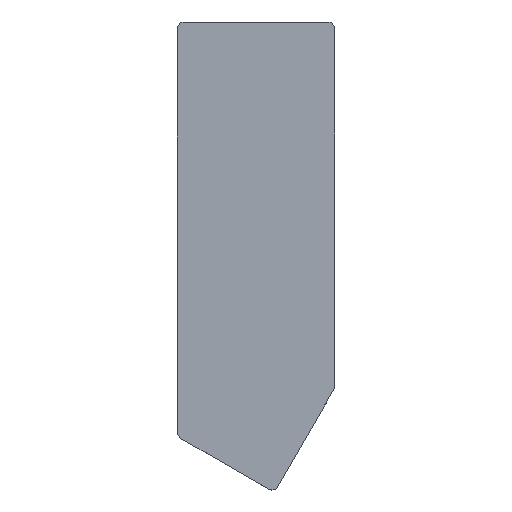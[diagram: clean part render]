
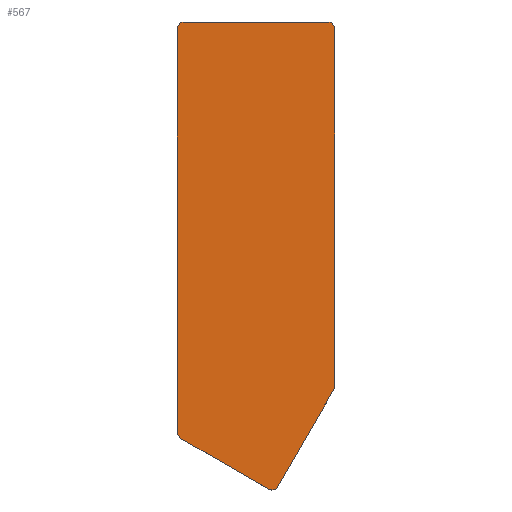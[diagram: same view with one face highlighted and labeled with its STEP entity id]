
A CAD part, top view. The second image highlights one B-rep face of the part: STEP entity #567.
In plain terms, the highlighted planar face has unit normal (0, 0, 1).
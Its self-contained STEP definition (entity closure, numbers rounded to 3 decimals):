
#24=PLANE('',#615);
#60=FACE_OUTER_BOUND('',#92,.T.);
#92=EDGE_LOOP('',(#490,#491,#492,#493,#494,#495,#496,#497,#498,#499));
#105=CIRCLE('',#602,0.9);
#107=CIRCLE('',#605,0.9);
#109=CIRCLE('',#608,0.9);
#111=CIRCLE('',#611,0.9);
#113=CIRCLE('',#614,0.9);
#160=LINE('',#2117,#190);
#167=LINE('',#2131,#197);
#168=LINE('',#2135,#198);
#172=LINE('',#2144,#202);
#178=LINE('',#2157,#208);
#190=VECTOR('',#679,10.);
#197=VECTOR('',#688,10.);
#198=VECTOR('',#691,10.);
#202=VECTOR('',#697,10.);
#208=VECTOR('',#705,10.);
#246=VERTEX_POINT('',#2115);
#247=VERTEX_POINT('',#2116);
#251=VERTEX_POINT('',#2125);
#253=VERTEX_POINT('',#2129);
#254=VERTEX_POINT('',#2133);
#255=VERTEX_POINT('',#2134);
#258=VERTEX_POINT('',#2142);
#259=VERTEX_POINT('',#2143);
#264=VERTEX_POINT('',#2154);
#265=VERTEX_POINT('',#2156);
#320=EDGE_CURVE('',#246,#247,#160,.T.);
#327=EDGE_CURVE('',#251,#253,#167,.T.);
#328=EDGE_CURVE('',#254,#255,#168,.T.);
#332=EDGE_CURVE('',#258,#259,#172,.T.);
#338=EDGE_CURVE('',#265,#264,#178,.T.);
#341=EDGE_CURVE('',#255,#265,#105,.T.);
#343=EDGE_CURVE('',#247,#254,#107,.T.);
#345=EDGE_CURVE('',#253,#246,#109,.T.);
#347=EDGE_CURVE('',#259,#251,#111,.T.);
#349=EDGE_CURVE('',#264,#258,#113,.T.);
#490=ORIENTED_EDGE('',*,*,#328,.T.);
#491=ORIENTED_EDGE('',*,*,#341,.T.);
#492=ORIENTED_EDGE('',*,*,#338,.T.);
#493=ORIENTED_EDGE('',*,*,#349,.T.);
#494=ORIENTED_EDGE('',*,*,#332,.T.);
#495=ORIENTED_EDGE('',*,*,#347,.T.);
#496=ORIENTED_EDGE('',*,*,#327,.T.);
#497=ORIENTED_EDGE('',*,*,#345,.T.);
#498=ORIENTED_EDGE('',*,*,#320,.T.);
#499=ORIENTED_EDGE('',*,*,#343,.T.);
#567=ADVANCED_FACE('',(#60),#24,.T.);
#602=AXIS2_PLACEMENT_3D('',#2161,#711,#712);
#605=AXIS2_PLACEMENT_3D('',#2164,#717,#718);
#608=AXIS2_PLACEMENT_3D('',#2167,#723,#724);
#611=AXIS2_PLACEMENT_3D('',#2170,#729,#730);
#614=AXIS2_PLACEMENT_3D('',#2173,#735,#736);
#615=AXIS2_PLACEMENT_3D('',#2174,#737,#738);
#679=DIRECTION('',(0.5,0.866,0.));
#688=DIRECTION('',(0.866,-0.5,0.));
#691=DIRECTION('',(0.,1.,0.));
#697=DIRECTION('',(0.,-1.,0.));
#705=DIRECTION('',(-1.,0.,0.));
#711=DIRECTION('center_axis',(0.,0.,1.));
#712=DIRECTION('ref_axis',(1.,0.,0.));
#717=DIRECTION('center_axis',(0.,0.,1.));
#718=DIRECTION('ref_axis',(0.866,-0.5,0.));
#723=DIRECTION('center_axis',(0.,0.,1.));
#724=DIRECTION('ref_axis',(-0.5,-0.866,0.));
#729=DIRECTION('center_axis',(0.,0.,1.));
#730=DIRECTION('ref_axis',(-1.,0.,0.));
#735=DIRECTION('center_axis',(0.,0.,1.));
#736=DIRECTION('ref_axis',(0.,1.,0.));
#737=DIRECTION('center_axis',(0.,0.,1.));
#738=DIRECTION('ref_axis',(-1.,0.,0.));
#2115=CARTESIAN_POINT('',(201.489,-116.807,8.));
#2116=CARTESIAN_POINT('',(208.879,-104.005,8.));
#2117=CARTESIAN_POINT('',(201.489,-116.807,8.));
#2125=CARTESIAN_POINT('',(188.65,-110.434,8.));
#2129=CARTESIAN_POINT('',(200.259,-117.136,8.));
#2131=CARTESIAN_POINT('',(188.65,-110.434,8.));
#2133=CARTESIAN_POINT('',(209.,-103.555,8.));
#2134=CARTESIAN_POINT('',(209.,-56.196,8.));
#2135=CARTESIAN_POINT('',(209.,-103.555,8.));
#2142=CARTESIAN_POINT('',(188.2,-56.196,8.));
#2143=CARTESIAN_POINT('',(188.2,-109.654,8.));
#2144=CARTESIAN_POINT('',(188.2,-56.196,8.));
#2154=CARTESIAN_POINT('',(189.1,-55.296,8.));
#2156=CARTESIAN_POINT('',(208.1,-55.296,8.));
#2157=CARTESIAN_POINT('',(208.1,-55.296,8.));
#2161=CARTESIAN_POINT('Origin',(208.1,-56.196,8.));
#2164=CARTESIAN_POINT('Origin',(208.1,-103.555,8.));
#2167=CARTESIAN_POINT('Origin',(200.709,-116.357,8.));
#2170=CARTESIAN_POINT('Origin',(189.1,-109.654,8.));
#2173=CARTESIAN_POINT('Origin',(189.1,-56.196,8.));
#2174=CARTESIAN_POINT('Origin',(198.6,-86.276,8.));
